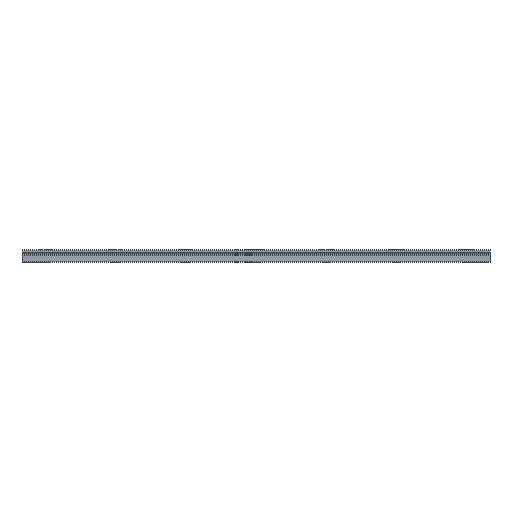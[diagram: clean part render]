
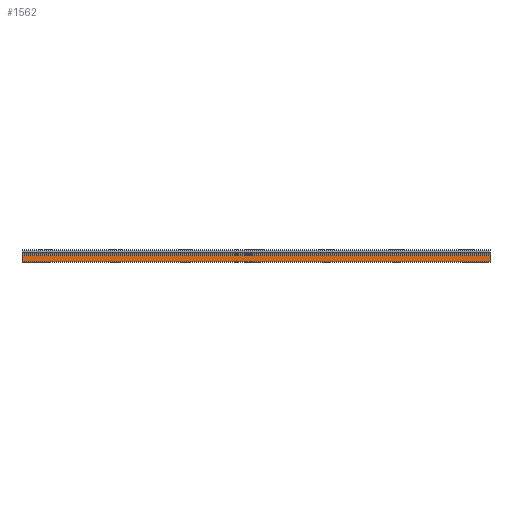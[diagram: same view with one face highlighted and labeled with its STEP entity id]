
A CAD part, left-side view. The second image highlights one B-rep face of the part: STEP entity #1562.
In plain terms, the highlighted planar face has unit normal (-1, 0, 0).
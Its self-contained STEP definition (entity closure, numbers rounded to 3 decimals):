
#6 = VECTOR ( 'NONE', #75, 1000. ) ;
#28 = EDGE_LOOP ( 'NONE', ( #649, #1193, #664, #1363 ) ) ;
#40 = CARTESIAN_POINT ( 'NONE',  ( -7., -100., 0.323 ) ) ;
#75 = DIRECTION ( 'NONE',  ( 0., 0., -1. ) ) ;
#107 = EDGE_CURVE ( 'NONE', #218, #1683, #1411, .T. ) ;
#176 = VERTEX_POINT ( 'NONE', #453 ) ;
#180 = DIRECTION ( 'NONE',  ( 0., 0., -1. ) ) ;
#218 = VERTEX_POINT ( 'NONE', #1591 ) ;
#221 = LINE ( 'NONE', #823, #6 ) ;
#265 = CARTESIAN_POINT ( 'NONE',  ( -7., -100., 0.323 ) ) ;
#323 = VECTOR ( 'NONE', #954, 1000. ) ;
#453 = CARTESIAN_POINT ( 'NONE',  ( -7., 100., 2.965 ) ) ;
#649 = ORIENTED_EDGE ( 'NONE', *, *, #1093, .T. ) ;
#654 = VERTEX_POINT ( 'NONE', #1129 ) ;
#664 = ORIENTED_EDGE ( 'NONE', *, *, #107, .F. ) ;
#703 = AXIS2_PLACEMENT_3D ( 'NONE', #265, #858, #1012 ) ;
#751 = CARTESIAN_POINT ( 'NONE',  ( -7., -100., 0.323 ) ) ;
#823 = CARTESIAN_POINT ( 'NONE',  ( -7., 100., 0.323 ) ) ;
#855 = DIRECTION ( 'NONE',  ( 0., 1., 0. ) ) ;
#858 = DIRECTION ( 'NONE',  ( 1., 0., 0. ) ) ;
#931 = CARTESIAN_POINT ( 'NONE',  ( -7., -100., 2.965 ) ) ;
#954 = DIRECTION ( 'NONE',  ( 0., 1., 0. ) ) ;
#1002 = EDGE_CURVE ( 'NONE', #1683, #654, #1811, .T. ) ;
#1012 = DIRECTION ( 'NONE',  ( 0., 1., 0. ) ) ;
#1041 = EDGE_CURVE ( 'NONE', #218, #176, #1695, .T. ) ;
#1093 = EDGE_CURVE ( 'NONE', #176, #654, #221, .T. ) ;
#1129 = CARTESIAN_POINT ( 'NONE',  ( -7., 100., 0.323 ) ) ;
#1193 = ORIENTED_EDGE ( 'NONE', *, *, #1002, .F. ) ;
#1363 = ORIENTED_EDGE ( 'NONE', *, *, #1041, .T. ) ;
#1411 = LINE ( 'NONE', #40, #1476 ) ;
#1476 = VECTOR ( 'NONE', #180, 1000. ) ;
#1562 = ADVANCED_FACE ( 'NONE', ( #1924 ), #1759, .F. ) ;
#1591 = CARTESIAN_POINT ( 'NONE',  ( -7., -100., 2.965 ) ) ;
#1613 = CARTESIAN_POINT ( 'NONE',  ( -7., -100., 0.323 ) ) ;
#1631 = VECTOR ( 'NONE', #855, 1000. ) ;
#1683 = VERTEX_POINT ( 'NONE', #751 ) ;
#1695 = LINE ( 'NONE', #931, #323 ) ;
#1759 = PLANE ( 'NONE',  #703 ) ;
#1811 = LINE ( 'NONE', #1613, #1631 ) ;
#1924 = FACE_OUTER_BOUND ( 'NONE', #28, .T. ) ;
